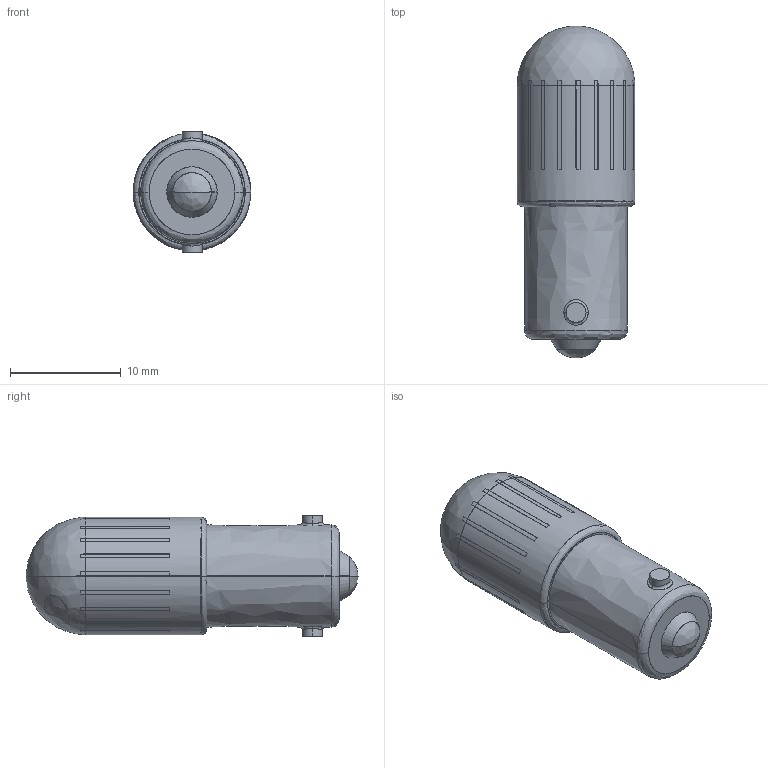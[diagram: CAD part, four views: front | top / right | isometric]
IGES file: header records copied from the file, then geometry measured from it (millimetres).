
Start section: SolidWorks IGES file using analytic representation for surfaces
Global section: file name: B1A.IGS; native system: SolidWorks 2018; preprocessor: SolidWorks 2018; author: tstoltenburg; date: 190514.134251; units: inch
Bounding box: 10.62 x 29.97 x 10.92 mm (x, y, z)
Surface area: 1605.8 mm2 (no closed solid volume)
Topology: 0 solids, 0 shells, 114 faces, 992 edges, 986 vertices
Faces by surface type: bspline 82, revolution 32
